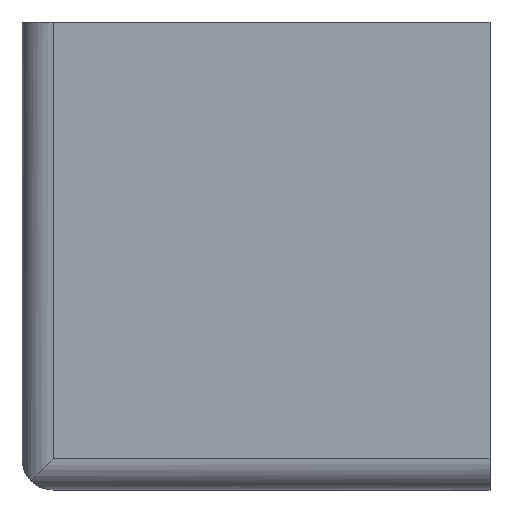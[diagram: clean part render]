
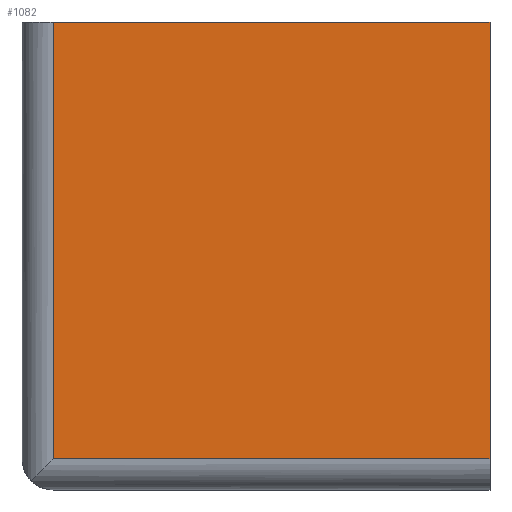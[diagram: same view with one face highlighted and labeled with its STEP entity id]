
A CAD part, front view. The second image highlights one B-rep face of the part: STEP entity #1082.
In plain terms, the highlighted planar face has unit normal (0, -1, 0).
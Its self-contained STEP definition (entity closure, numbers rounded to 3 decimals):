
#410=DIRECTION('',(0.,0.,1.));
#411=VECTOR('',#410,28.);
#412=CARTESIAN_POINT('',(30.,0.,2.));
#413=LINE('',#412,#411);
#431=DIRECTION('',(1.,0.,0.));
#432=VECTOR('',#431,28.);
#433=CARTESIAN_POINT('',(2.,0.,2.));
#434=LINE('',#433,#432);
#438=DIRECTION('',(0.,0.,1.));
#439=VECTOR('',#438,28.);
#440=CARTESIAN_POINT('',(2.,0.,2.));
#441=LINE('',#440,#439);
#541=DIRECTION('',(1.,0.,0.));
#542=VECTOR('',#541,28.);
#543=CARTESIAN_POINT('',(2.,0.,30.));
#544=LINE('',#543,#542);
#914=CARTESIAN_POINT('',(30.,0.,30.));
#915=VERTEX_POINT('',#914);
#963=CARTESIAN_POINT('',(2.,0.,30.));
#965=VERTEX_POINT('',#963);
#976=CARTESIAN_POINT('',(2.,0.,2.));
#977=CARTESIAN_POINT('',(30.,0.,2.));
#978=VERTEX_POINT('',#976);
#979=VERTEX_POINT('',#977);
#1069=CARTESIAN_POINT('',(0.,0.,0.));
#1070=DIRECTION('',(0.,-1.,0.));
#1071=DIRECTION('',(1.,0.,0.));
#1072=AXIS2_PLACEMENT_3D('',#1069,#1070,#1071);
#1073=PLANE('',#1072);
#1074=ORIENTED_EDGE('',*,*,#1006,.F.);
#1076=ORIENTED_EDGE('',*,*,#1075,.T.);
#1078=ORIENTED_EDGE('',*,*,#1077,.T.);
#1079=ORIENTED_EDGE('',*,*,#1056,.F.);
#1080=EDGE_LOOP('',(#1074,#1076,#1078,#1079));
#1081=FACE_OUTER_BOUND('',#1080,.F.);
#1006=EDGE_CURVE('',#978,#979,#434,.T.);
#1056=EDGE_CURVE('',#979,#915,#413,.T.);
#1075=EDGE_CURVE('',#978,#965,#441,.T.);
#1077=EDGE_CURVE('',#965,#915,#544,.T.);
#1082=ADVANCED_FACE('',(#1081),#1073,.T.);
